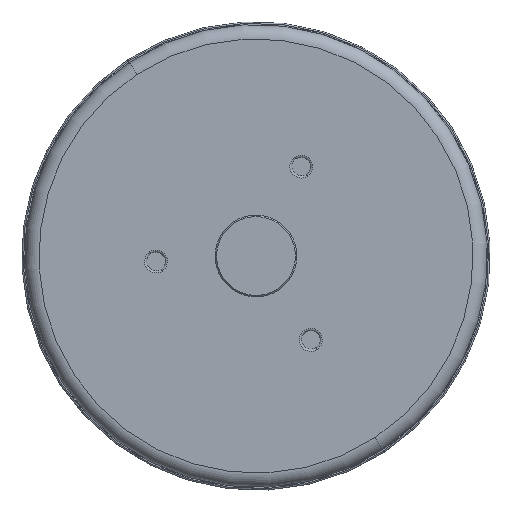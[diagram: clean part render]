
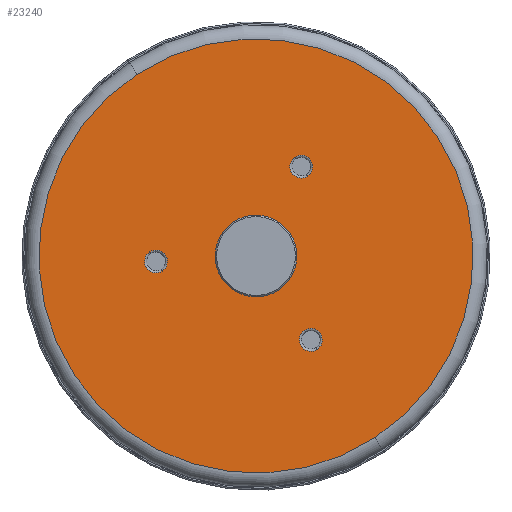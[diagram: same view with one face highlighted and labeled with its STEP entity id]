
A CAD part, front view. The second image highlights one B-rep face of the part: STEP entity #23240.
In plain terms, the highlighted face is planar.
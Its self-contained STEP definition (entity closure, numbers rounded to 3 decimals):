
#69 = CIRCLE ( 'NONE', #10623, 5.712 ) ;
#76 = CARTESIAN_POINT ( 'NONE',  ( 0., 21.3, -14. ) ) ;
#147 = PLANE ( 'NONE',  #12026 ) ;
#272 = CIRCLE ( 'NONE', #11264, 1.6 ) ;
#565 = ORIENTED_EDGE ( 'NONE', *, *, #7677, .T. ) ;
#692 = CIRCLE ( 'NONE', #4214, 30.35 ) ;
#813 = CIRCLE ( 'NONE', #16233, 30.35 ) ;
#1046 = CARTESIAN_POINT ( 'NONE',  ( -12.124, 21.3, 7. ) ) ;
#1109 = VERTEX_POINT ( 'NONE', #10934 ) ;
#1243 = VERTEX_POINT ( 'NONE', #5546 ) ;
#1580 = CARTESIAN_POINT ( 'NONE',  ( 12.124, 21.3, 5.4 ) ) ;
#1582 = ORIENTED_EDGE ( 'NONE', *, *, #15542, .F. ) ;
#2072 = FACE_BOUND ( 'NONE', #21745, .T. ) ;
#2085 = ORIENTED_EDGE ( 'NONE', *, *, #8116, .T. ) ;
#3815 = CARTESIAN_POINT ( 'NONE',  ( -12.124, 21.3, 5.4 ) ) ;
#4214 = AXIS2_PLACEMENT_3D ( 'NONE', #5999, #14409, #5587 ) ;
#4712 = CARTESIAN_POINT ( 'NONE',  ( 0., 21.3, 30.35 ) ) ;
#4816 = EDGE_LOOP ( 'NONE', ( #10515, #21599 ) ) ;
#4837 = DIRECTION ( 'NONE',  ( 0., 1., 0. ) ) ;
#5171 = VERTEX_POINT ( 'NONE', #1580 ) ;
#5186 = CARTESIAN_POINT ( 'NONE',  ( 0., 21.3, 5.712 ) ) ;
#5546 = CARTESIAN_POINT ( 'NONE',  ( 12.124, 21.3, 8.6 ) ) ;
#5587 = DIRECTION ( 'NONE',  ( 0., 0., 1. ) ) ;
#5678 = AXIS2_PLACEMENT_3D ( 'NONE', #19311, #6339, #8946 ) ;
#5715 = CARTESIAN_POINT ( 'NONE',  ( 0., 21.3, 0. ) ) ;
#5866 = DIRECTION ( 'NONE',  ( 0., -1., 0. ) ) ;
#5999 = CARTESIAN_POINT ( 'NONE',  ( 0., 21.3, 0. ) ) ;
#6339 = DIRECTION ( 'NONE',  ( 0., -1., 0. ) ) ;
#7522 = DIRECTION ( 'NONE',  ( 0., 0., 1. ) ) ;
#7677 = EDGE_CURVE ( 'NONE', #1109, #27241, #14412, .T. ) ;
#7876 = VERTEX_POINT ( 'NONE', #13691 ) ;
#8068 = DIRECTION ( 'NONE',  ( 0., 0., 1. ) ) ;
#8116 = EDGE_CURVE ( 'NONE', #25231, #7876, #25452, .T. ) ;
#8321 = CIRCLE ( 'NONE', #5678, 1.6 ) ;
#8946 = DIRECTION ( 'NONE',  ( 0., 0., 1. ) ) ;
#9455 = DIRECTION ( 'NONE',  ( 0., -1., 0. ) ) ;
#9583 = ORIENTED_EDGE ( 'NONE', *, *, #11167, .T. ) ;
#10515 = ORIENTED_EDGE ( 'NONE', *, *, #14811, .T. ) ;
#10623 = AXIS2_PLACEMENT_3D ( 'NONE', #22408, #12061, #7522 ) ;
#10934 = CARTESIAN_POINT ( 'NONE',  ( 0., 21.3, -15.6 ) ) ;
#11099 = EDGE_CURVE ( 'NONE', #13732, #15008, #14547, .T. ) ;
#11167 = EDGE_CURVE ( 'NONE', #16029, #15392, #692, .T. ) ;
#11264 = AXIS2_PLACEMENT_3D ( 'NONE', #21290, #16863, #19090 ) ;
#11307 = EDGE_CURVE ( 'NONE', #27241, #1109, #272, .T. ) ;
#12026 = AXIS2_PLACEMENT_3D ( 'NONE', #23173, #18765, #27273 ) ;
#12055 = CIRCLE ( 'NONE', #21301, 1.6 ) ;
#12061 = DIRECTION ( 'NONE',  ( 0., 1., 0. ) ) ;
#13163 = EDGE_LOOP ( 'NONE', ( #13194, #2085 ) ) ;
#13194 = ORIENTED_EDGE ( 'NONE', *, *, #20966, .T. ) ;
#13242 = DIRECTION ( 'NONE',  ( 0., 0., 1. ) ) ;
#13691 = CARTESIAN_POINT ( 'NONE',  ( -12.124, 21.3, 8.6 ) ) ;
#13732 = VERTEX_POINT ( 'NONE', #5186 ) ;
#14044 = ORIENTED_EDGE ( 'NONE', *, *, #14457, .T. ) ;
#14279 = DIRECTION ( 'NONE',  ( 0., 0., 1. ) ) ;
#14409 = DIRECTION ( 'NONE',  ( 0., 1., 0. ) ) ;
#14412 = CIRCLE ( 'NONE', #22338, 1.6 ) ;
#14457 = EDGE_CURVE ( 'NONE', #15392, #16029, #813, .T. ) ;
#14547 = CIRCLE ( 'NONE', #18513, 5.712 ) ;
#14763 = FACE_BOUND ( 'NONE', #4816, .T. ) ;
#14811 = EDGE_CURVE ( 'NONE', #1243, #5171, #8321, .T. ) ;
#15008 = VERTEX_POINT ( 'NONE', #20131 ) ;
#15269 = DIRECTION ( 'NONE',  ( 0., 0., 1. ) ) ;
#15392 = VERTEX_POINT ( 'NONE', #23685 ) ;
#15542 = EDGE_CURVE ( 'NONE', #15008, #13732, #69, .T. ) ;
#16029 = VERTEX_POINT ( 'NONE', #4712 ) ;
#16233 = AXIS2_PLACEMENT_3D ( 'NONE', #19475, #4837, #13242 ) ;
#16765 = CIRCLE ( 'NONE', #23839, 1.6 ) ;
#16863 = DIRECTION ( 'NONE',  ( 0., -1., 0. ) ) ;
#17201 = EDGE_CURVE ( 'NONE', #5171, #1243, #12055, .T. ) ;
#17250 = DIRECTION ( 'NONE',  ( 0., -1., 0. ) ) ;
#17535 = CARTESIAN_POINT ( 'NONE',  ( 0., 21.3, -12.4 ) ) ;
#18475 = FACE_BOUND ( 'NONE', #22906, .T. ) ;
#18513 = AXIS2_PLACEMENT_3D ( 'NONE', #5715, #24490, #18531 ) ;
#18531 = DIRECTION ( 'NONE',  ( 0., 0., 1. ) ) ;
#18765 = DIRECTION ( 'NONE',  ( 0., 1., 0. ) ) ;
#19026 = FACE_OUTER_BOUND ( 'NONE', #19517, .T. ) ;
#19090 = DIRECTION ( 'NONE',  ( 0., 0., 1. ) ) ;
#19311 = CARTESIAN_POINT ( 'NONE',  ( 12.124, 21.3, 7. ) ) ;
#19344 = CARTESIAN_POINT ( 'NONE',  ( -12.124, 21.3, 7. ) ) ;
#19475 = CARTESIAN_POINT ( 'NONE',  ( 0., 21.3, 0. ) ) ;
#19517 = EDGE_LOOP ( 'NONE', ( #9583, #14044 ) ) ;
#19729 = AXIS2_PLACEMENT_3D ( 'NONE', #19344, #17250, #25410 ) ;
#20131 = CARTESIAN_POINT ( 'NONE',  ( 0., 21.3, -5.712 ) ) ;
#20617 = DIRECTION ( 'NONE',  ( 0., -1., 0. ) ) ;
#20966 = EDGE_CURVE ( 'NONE', #7876, #25231, #16765, .T. ) ;
#21290 = CARTESIAN_POINT ( 'NONE',  ( 0., 21.3, -14. ) ) ;
#21301 = AXIS2_PLACEMENT_3D ( 'NONE', #26548, #20617, #8068 ) ;
#21599 = ORIENTED_EDGE ( 'NONE', *, *, #17201, .T. ) ;
#21745 = EDGE_LOOP ( 'NONE', ( #1582, #22748 ) ) ;
#22338 = AXIS2_PLACEMENT_3D ( 'NONE', #76, #5866, #14279 ) ;
#22408 = CARTESIAN_POINT ( 'NONE',  ( 0., 21.3, 0. ) ) ;
#22748 = ORIENTED_EDGE ( 'NONE', *, *, #11099, .F. ) ;
#22906 = EDGE_LOOP ( 'NONE', ( #23982, #565 ) ) ;
#23173 = CARTESIAN_POINT ( 'NONE',  ( 0., 21.3, -32.35 ) ) ;
#23240 = ADVANCED_FACE ( 'NONE', ( #2072, #19026, #24968, #14763, #18475 ), #147, .T. ) ;
#23685 = CARTESIAN_POINT ( 'NONE',  ( 0., 21.3, -30.35 ) ) ;
#23839 = AXIS2_PLACEMENT_3D ( 'NONE', #1046, #9455, #15269 ) ;
#23982 = ORIENTED_EDGE ( 'NONE', *, *, #11307, .T. ) ;
#24490 = DIRECTION ( 'NONE',  ( 0., 1., 0. ) ) ;
#24968 = FACE_BOUND ( 'NONE', #13163, .T. ) ;
#25231 = VERTEX_POINT ( 'NONE', #3815 ) ;
#25410 = DIRECTION ( 'NONE',  ( 0., 0., 1. ) ) ;
#25452 = CIRCLE ( 'NONE', #19729, 1.6 ) ;
#26548 = CARTESIAN_POINT ( 'NONE',  ( 12.124, 21.3, 7. ) ) ;
#27241 = VERTEX_POINT ( 'NONE', #17535 ) ;
#27273 = DIRECTION ( 'NONE',  ( 0., 0., 1. ) ) ;
